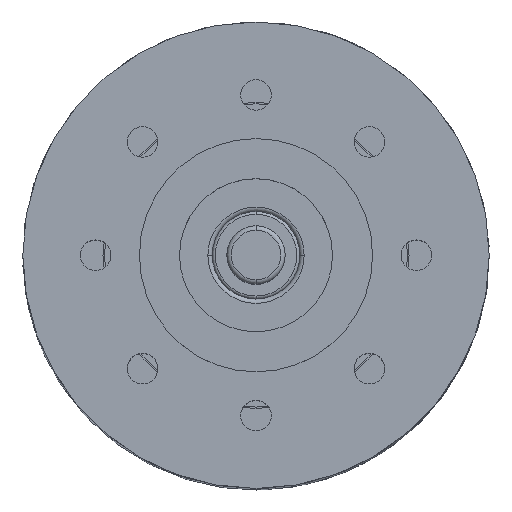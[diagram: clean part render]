
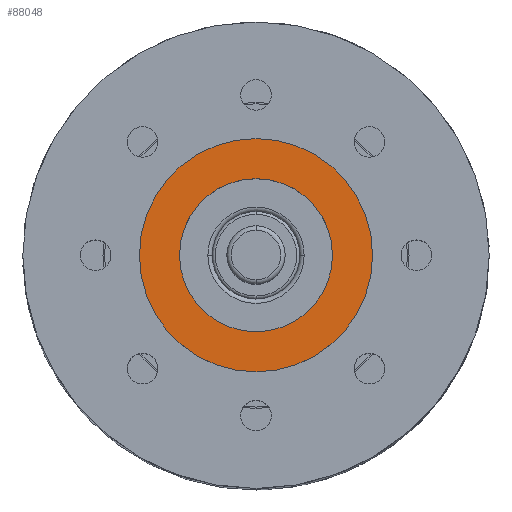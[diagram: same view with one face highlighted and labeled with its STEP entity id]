
A CAD part, top view. The second image highlights one B-rep face of the part: STEP entity #88048.
In plain terms, the highlighted planar face has unit normal (0, 0, 1).
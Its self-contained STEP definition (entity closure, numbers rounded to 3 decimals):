
#6187 = ORIENTED_EDGE ( 'NONE', *, *, #21023, .F. ) ;
#7285 = EDGE_CURVE ( 'NONE', #74454, #54228, #15397, .T. ) ;
#12118 = DIRECTION ( 'NONE',  ( 0., 0., 1. ) ) ;
#12622 = CARTESIAN_POINT ( 'NONE',  ( 0., 0., 0. ) ) ;
#13718 = CARTESIAN_POINT ( 'NONE',  ( 0., 0., 0. ) ) ;
#15397 = CIRCLE ( 'NONE', #71550, 5.25 ) ;
#20186 = AXIS2_PLACEMENT_3D ( 'NONE', #28111, #24783, #72908 ) ;
#20873 = CARTESIAN_POINT ( 'NONE',  ( 8., 0., 0. ) ) ;
#21023 = EDGE_CURVE ( 'NONE', #54228, #74454, #70158, .T. ) ;
#21370 = AXIS2_PLACEMENT_3D ( 'NONE', #13718, #27174, #27641 ) ;
#21409 = PLANE ( 'NONE',  #83613 ) ;
#21984 = DIRECTION ( 'NONE',  ( 0., 0., 1. ) ) ;
#23125 = ORIENTED_EDGE ( 'NONE', *, *, #51435, .T. ) ;
#24783 = DIRECTION ( 'NONE',  ( 0., 0., 1. ) ) ;
#27174 = DIRECTION ( 'NONE',  ( 0., 0., 1. ) ) ;
#27641 = DIRECTION ( 'NONE',  ( 1., 0., 0. ) ) ;
#28111 = CARTESIAN_POINT ( 'NONE',  ( 0., 0., 0. ) ) ;
#33434 = FACE_OUTER_BOUND ( 'NONE', #90173, .T. ) ;
#35796 = ORIENTED_EDGE ( 'NONE', *, *, #85608, .T. ) ;
#36069 = CIRCLE ( 'NONE', #87860, 8. ) ;
#40517 = VERTEX_POINT ( 'NONE', #46639 ) ;
#41699 = DIRECTION ( 'NONE',  ( 1., 0., 0. ) ) ;
#45249 = CARTESIAN_POINT ( 'NONE',  ( -5.25, 0., 0. ) ) ;
#46639 = CARTESIAN_POINT ( 'NONE',  ( -8., 0., 0. ) ) ;
#48655 = EDGE_LOOP ( 'NONE', ( #76981, #6187 ) ) ;
#49630 = DIRECTION ( 'NONE',  ( 0., 0., -1. ) ) ;
#50205 = DIRECTION ( 'NONE',  ( 1., 0., 0. ) ) ;
#51435 = EDGE_CURVE ( 'NONE', #40517, #81293, #70470, .T. ) ;
#54228 = VERTEX_POINT ( 'NONE', #45249 ) ;
#57201 = CARTESIAN_POINT ( 'NONE',  ( 0., 0., 0. ) ) ;
#59962 = CARTESIAN_POINT ( 'NONE',  ( 5.25, 0., 0. ) ) ;
#63014 = CARTESIAN_POINT ( 'NONE',  ( 0., 0., 0. ) ) ;
#70158 = CIRCLE ( 'NONE', #21370, 5.25 ) ;
#70470 = CIRCLE ( 'NONE', #20186, 8. ) ;
#71550 = AXIS2_PLACEMENT_3D ( 'NONE', #63014, #12118, #41699 ) ;
#72908 = DIRECTION ( 'NONE',  ( 1., 0., 0. ) ) ;
#74454 = VERTEX_POINT ( 'NONE', #59962 ) ;
#76981 = ORIENTED_EDGE ( 'NONE', *, *, #7285, .F. ) ;
#77859 = DIRECTION ( 'NONE',  ( -1., 0., 0. ) ) ;
#81293 = VERTEX_POINT ( 'NONE', #20873 ) ;
#83613 = AXIS2_PLACEMENT_3D ( 'NONE', #12622, #49630, #77859 ) ;
#84833 = FACE_BOUND ( 'NONE', #48655, .T. ) ;
#85608 = EDGE_CURVE ( 'NONE', #81293, #40517, #36069, .T. ) ;
#87860 = AXIS2_PLACEMENT_3D ( 'NONE', #57201, #21984, #50205 ) ;
#88048 = ADVANCED_FACE ( 'NONE', ( #84833, #33434 ), #21409, .F. ) ;
#90173 = EDGE_LOOP ( 'NONE', ( #35796, #23125 ) ) ;
